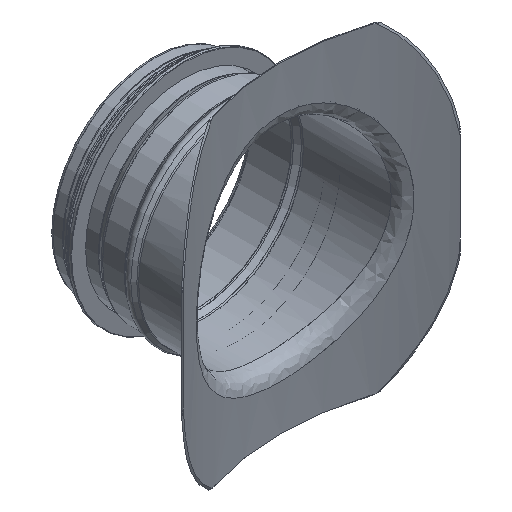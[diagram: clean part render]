
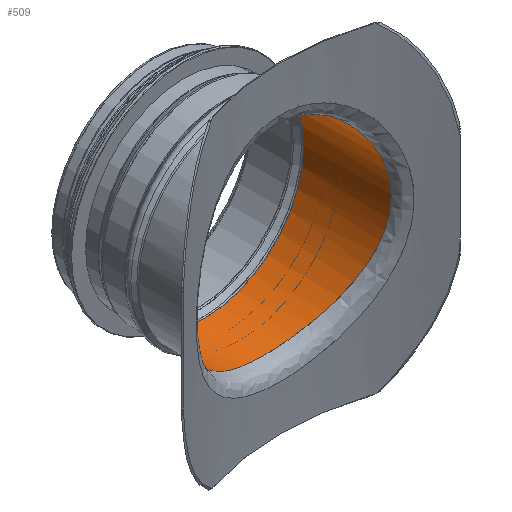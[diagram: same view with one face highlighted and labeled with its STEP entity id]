
A CAD part, isometric view. The second image highlights one B-rep face of the part: STEP entity #509.
In plain terms, the highlighted cylindrical face has radius 48.525 mm (diameter 97.05 mm), a full revolution.
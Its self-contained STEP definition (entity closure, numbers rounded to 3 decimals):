
#248=CARTESIAN_POINT('',(-48.525,118.36,0.));
#249=VERTEX_POINT('',#248);
#257=CARTESIAN_POINT('',(-48.525,118.36,0.));
#258=CARTESIAN_POINT('',(-48.525,118.36,3.674));
#259=CARTESIAN_POINT('',(-47.686,118.828,11.024));
#260=CARTESIAN_POINT('',(-42.787,121.368,24.824));
#261=CARTESIAN_POINT('',(-31.369,126.412,39.118));
#262=CARTESIAN_POINT('',(-14.713,130.33,47.266));
#263=CARTESIAN_POINT('',(0.004,131.158,48.945));
#264=CARTESIAN_POINT('',(12.248,130.461,47.544));
#265=CARTESIAN_POINT('',(29.34,127.219,40.748));
#266=CARTESIAN_POINT('',(42.824,121.439,26.223));
#267=CARTESIAN_POINT('',(48.707,118.261,7.456));
#268=CARTESIAN_POINT('',(48.706,118.263,-7.456));
#269=CARTESIAN_POINT('',(42.825,121.436,-26.224));
#270=CARTESIAN_POINT('',(29.34,127.223,-40.749));
#271=CARTESIAN_POINT('',(13.388,130.243,-47.091));
#272=CARTESIAN_POINT('',(3.688,130.972,-48.57));
#273=CARTESIAN_POINT('',(-6.148,130.977,-48.575));
#274=CARTESIAN_POINT('',(-18.18,129.588,-45.779));
#275=CARTESIAN_POINT('',(-32.879,125.728,-37.207));
#276=CARTESIAN_POINT('',(-42.792,121.373,-24.826));
#277=CARTESIAN_POINT('',(-47.684,118.827,-11.022));
#278=CARTESIAN_POINT('',(-48.525,118.359,-3.674));
#279=CARTESIAN_POINT('',(-48.525,118.36,0.));
#280=B_SPLINE_CURVE_WITH_KNOTS('',3,(#257,#258,#259,#260,#261,#262,#263,#264,#265,#266,#267,#268,#269,#270,#271,#272,#273,#274,#275,#276,#277,#278,#279),.UNSPECIFIED.,.T.,.U.,(4,1,1,1,1,1,1,1,1,1,1,1,1,1,1,1,1,1,1,1,4),(0.0,1.057,2.114,4.228,6.342,7.399,8.456,9.865,12.684,14.093,15.502,16.912,19.73,21.14,21.844,22.549,23.958,25.368,27.482,28.539,29.596),.UNSPECIFIED.);
#281=EDGE_CURVE('',#249,#249,#280,.T.);
#490=CARTESIAN_POINT('',(0.,155.65,0.0));
#491=DIRECTION('',(0.,1.0,0.0));
#492=DIRECTION('',(-1.0,0.0,0.0));
#493=AXIS2_PLACEMENT_3D('',#490,#491,#492);
#494=CYLINDRICAL_SURFACE('',#493,48.525);
#495=CARTESIAN_POINT('',(-48.525,160.9,0.0));
#496=VERTEX_POINT('',#495);
#497=CARTESIAN_POINT('',(0.,160.9,0.0));
#498=DIRECTION('',(0.0,1.0,0.0));
#499=DIRECTION('',(-1.0,0.0,0.0));
#500=AXIS2_PLACEMENT_3D('',#497,#498,#499);
#501=CIRCLE('',#500,48.525);
#502=EDGE_CURVE('',#496,#496,#501,.T.);
#503=ORIENTED_EDGE('',*,*,#502,.T.);
#504=EDGE_LOOP('',(#503));
#505=FACE_OUTER_BOUND('',#504,.T.);
#506=ORIENTED_EDGE('',*,*,#281,.F.);
#507=EDGE_LOOP('',(#506));
#508=FACE_BOUND('',#507,.T.);
#509=ADVANCED_FACE('',(#505,#508),#494,.F.);
